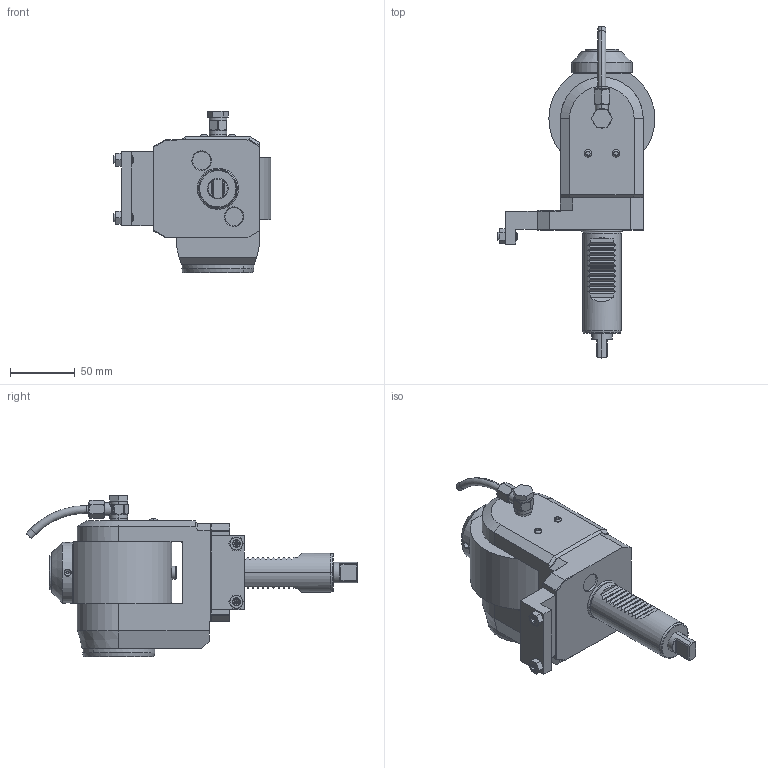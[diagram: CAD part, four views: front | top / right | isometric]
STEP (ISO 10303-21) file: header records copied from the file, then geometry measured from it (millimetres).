
FILE_DESCRIPTION((''),'2;1');
FILE_NAME('NGT1_30_525_20_1_3DMG','2025-07-04T',('vali'),('NOVA GRUP'),'PRO/ENGINEER BY PARAMETRIC TECHNOLOGY CORPORATION, 2010280','PRO/ENGINEER BY PARAMETRIC TECHNOLOGY CORPORATION, 2010280','');
FILE_SCHEMA(('CONFIG_CONTROL_DESIGN'));
Length unit declared in the file: millimetre
Products named in the file (1): NGT1_30_525_20_1_3DMG
Bounding box: 122 x 256.67 x 124.9 mm (x, y, z)
Volume: 829334 mm3; surface area: 81504.1 mm2
Topology: 1 solids, 2 shells, 547 faces, 1345 edges, 829 vertices
Faces by surface type: plane 246, cylinder 139, cone 84, bspline 46, torus 32
Entity records: 23444 total; most frequent: CARTESIAN_POINT 11287, ORIENTED_EDGE 2666, DIRECTION 2254, EDGE_CURVE 1333, VERTEX_POINT 829, AXIS2_PLACEMENT_3D 816, VECTOR 622, LINE 622
